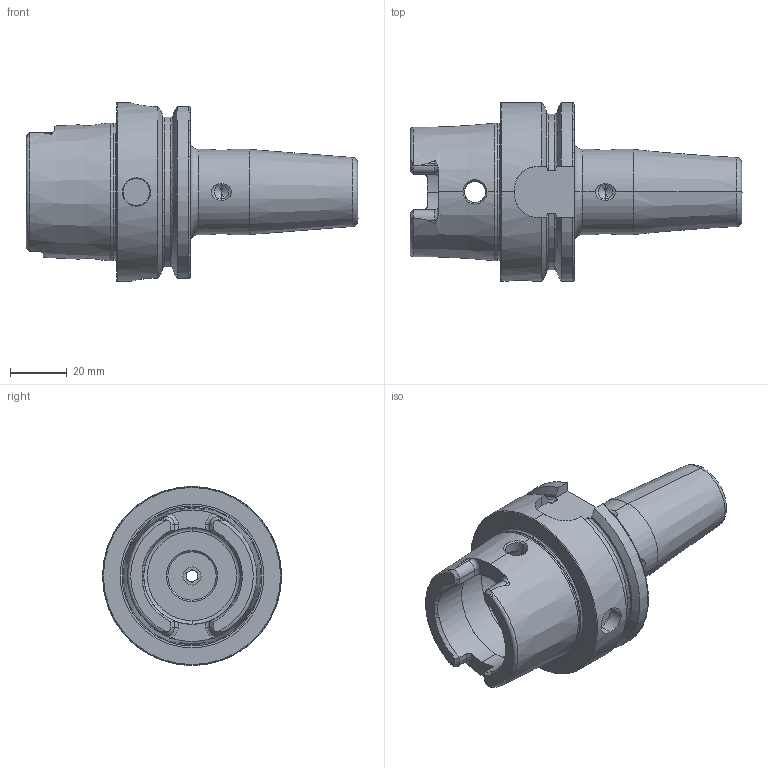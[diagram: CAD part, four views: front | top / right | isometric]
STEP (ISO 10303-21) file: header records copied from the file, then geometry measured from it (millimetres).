
FILE_DESCRIPTION (( 'STEP AP203' ), '1' );
FILE_NAME ('HA6.S10.K21.085.STEP', '2012-03-05T15:14:10', ( 'baer' ), ( 'Hewlett-Packard Company' ), 'SwSTEP 2.0', 'SolidWorks 2011', '' );
FILE_SCHEMA (( 'CONFIG_CONTROL_DESIGN' ));
Length unit declared in the file: millimetre
Products named in the file (4): ERU-AN3.K01.020_A; HA6-S10.K21.085_C_Fertigbearbeitung; HA6.S10.K21.085; ERU-CJ2.001.006_Default
Assembly tree (4 placements, depth 2):
  HA6.S10.K21.085
    ERU-AN3.K01.020_A
    ERU-CJ2.001.006_Default  x2
    HA6-S10.K21.085_C_Fertigbearbeitung
Bounding box: 116.98 x 63 x 63 mm (x, y, z)
Volume: 113337.7 mm3; surface area: 31110.5 mm2
Topology: 4 solids, 4 shells, 307 faces, 778 edges, 474 vertices
Faces by surface type: plane 101, cylinder 85, cone 70, torus 39, bspline 12
Entity records: 11104 total; most frequent: CARTESIAN_POINT 3889, ORIENTED_EDGE 1464, DIRECTION 1365, EDGE_CURVE 732, AXIS2_PLACEMENT_3D 533, VERTEX_POINT 454, EDGE_LOOP 312, VECTOR 299
